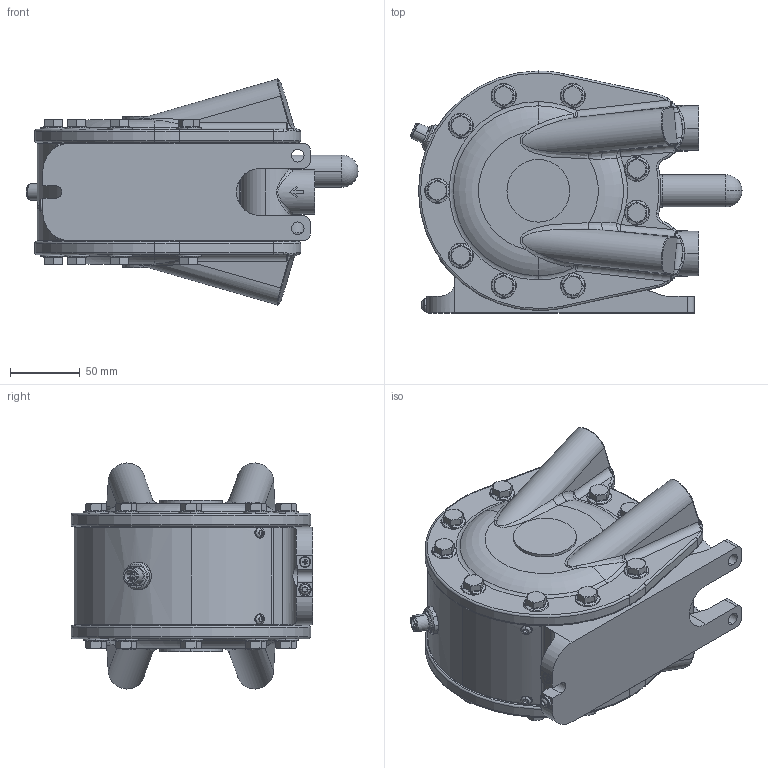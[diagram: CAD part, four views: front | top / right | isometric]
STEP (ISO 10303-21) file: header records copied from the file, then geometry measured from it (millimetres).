
FILE_DESCRIPTION (( 'STEP AP214' ), '1' );
FILE_NAME ('53507700-Dummy- 53507700-Dummy~0.step', '2021-05-25T09:40:42', ( '' ), ( '' ), 'SwSTEP 2.0', 'SolidWorks 2020', '' );
FILE_SCHEMA (( 'AUTOMOTIVE_DESIGN' ));
Length unit declared in the file: millimetre
Products named in the file (1): 53507700-Dummy- 53507700-Dummy~0
Bounding box: 238.28 x 173.6 x 162.21 mm (x, y, z)
Volume: 2671650.2 mm3; surface area: 237747.9 mm2
Topology: 1 solids, 37 shells, 1851 faces, 4613 edges, 2877 vertices
Faces by surface type: plane 696, cylinder 372, torus 326, bspline 258, cone 187, sphere 12
Entity records: 71963 total; most frequent: CARTESIAN_POINT 23116, ORIENTED_EDGE 9206, DIRECTION 8450, EDGE_CURVE 4603, AXIS2_PLACEMENT_3D 3409, VERTEX_POINT 2877, EDGE_LOOP 1980, FACE_OUTER_BOUND 1851
